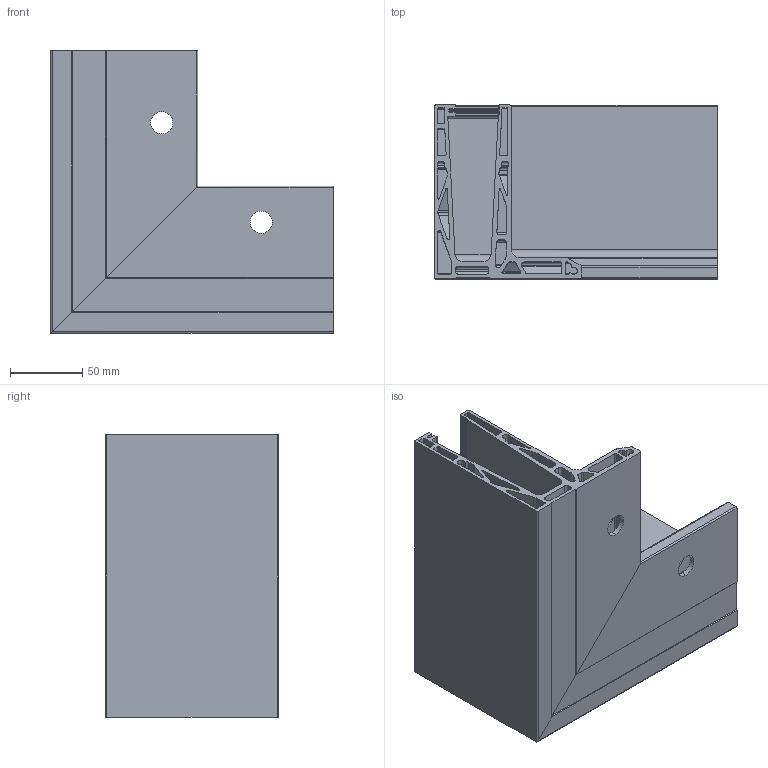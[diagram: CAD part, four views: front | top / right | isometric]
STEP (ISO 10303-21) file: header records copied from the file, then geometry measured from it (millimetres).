
FILE_DESCRIPTION (( 'STEP AP214' ), '1' );
FILE_NAME ('AL_0006-ECO-S-E-90-OUT.STEP', '2023-11-10T13:36:10', ( '' ), ( '' ), 'SwSTEP 2.0', 'SolidWorks 2019', '' );
FILE_SCHEMA (( 'AUTOMOTIVE_DESIGN' ));
Length unit declared in the file: millimetre
Products named in the file (1): AL_0006-ECO-S-E-90-OUT
Bounding box: 196 x 120.4 x 196 mm (x, y, z)
Volume: 696957.4 mm3; surface area: 448654.4 mm2
Topology: 1 solids, 1 shells, 362 faces, 910 edges, 548 vertices
Faces by surface type: cylinder 218, plane 144
Entity records: 10703 total; most frequent: CARTESIAN_POINT 2150, ORIENTED_EDGE 1820, DIRECTION 1755, EDGE_CURVE 910, AXIS2_PLACEMENT_3D 590, LINE 575, VECTOR 575, VERTEX_POINT 548
